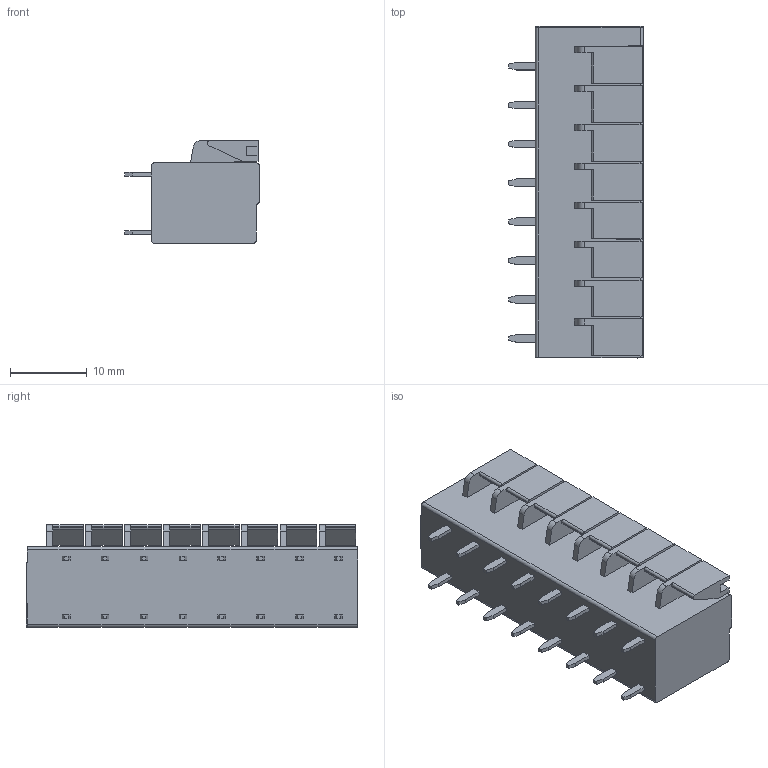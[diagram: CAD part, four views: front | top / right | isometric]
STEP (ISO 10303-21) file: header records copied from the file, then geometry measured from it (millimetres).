
FILE_DESCRIPTION((''),'2;1');
FILE_NAME('PRT0014','2020-06-08T',('P'),(''),'PRO/ENGINEER BY PARAMETRIC TECHNOLOGY CORPORATION, 2010280','PRO/ENGINEER BY PARAMETRIC TECHNOLOGY CORPORATION, 2010280','');
FILE_SCHEMA(('CONFIG_CONTROL_DESIGN'));
Length unit declared in the file: millimetre
Products named in the file (1): PRT0014
Bounding box: 17.6 x 43.34 x 13.4 mm (x, y, z)
Volume: 6708 mm3; surface area: 3820.1 mm2
Topology: 1 solids, 3 shells, 357 faces, 1015 edges, 703 vertices
Faces by surface type: plane 294, cylinder 42, cone 18, torus 3
Entity records: 11645 total; most frequent: CARTESIAN_POINT 2100, ORIENTED_EDGE 2030, DIRECTION 1860, EDGE_CURVE 1015, VECTOR 872, LINE 872, VERTEX_POINT 703, AXIS2_PLACEMENT_3D 494
